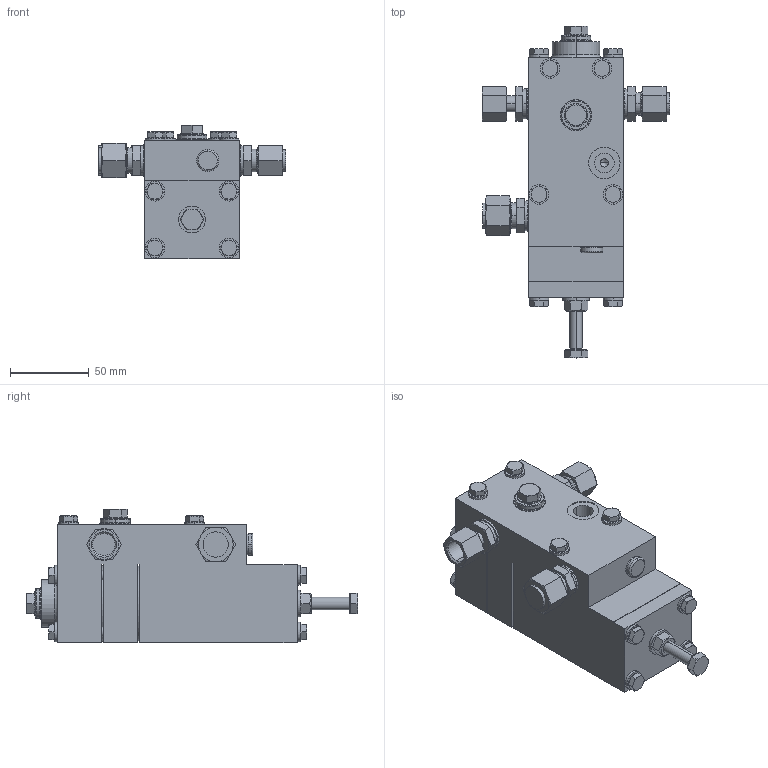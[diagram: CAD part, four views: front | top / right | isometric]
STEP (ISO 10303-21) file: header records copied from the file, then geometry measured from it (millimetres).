
FILE_DESCRIPTION (( 'STEP AP214' ), '1' );
FILE_NAME ('HON670.STEP', '2017-03-02T12:53:51', ( '' ), ( '' ), 'SwSTEP 2.0', 'SolidWorks 2015', '' );
FILE_SCHEMA (( 'AUTOMOTIVE_DESIGN' ));
Length unit declared in the file: millimetre
Products named in the file (1): HON670
Bounding box: 119.12 x 210.79 x 85 mm (x, y, z)
Volume: 680709.7 mm3; surface area: 71323.6 mm2
Topology: 1 solids, 1 shells, 618 faces, 1350 edges, 791 vertices
Faces by surface type: plane 300, cone 186, cylinder 122, bspline 6, torus 4
Entity records: 24282 total; most frequent: CARTESIAN_POINT 4308, DIRECTION 2736, ORIENTED_EDGE 2696, EDGE_CURVE 1348, AXIS2_PLACEMENT_3D 1115, VERTEX_POINT 791, EDGE_LOOP 687, UNCERTAINTY_MEASURE_WITH_UNIT 621
